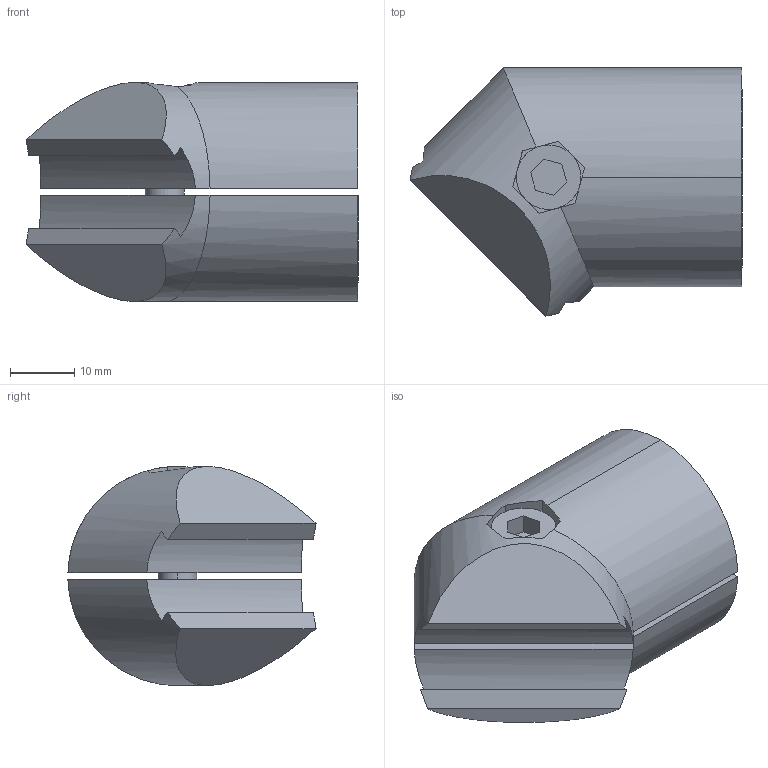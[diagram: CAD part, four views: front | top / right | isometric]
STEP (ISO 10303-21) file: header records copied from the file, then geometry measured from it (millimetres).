
FILE_DESCRIPTION (( 'STEP AP214' ), '1' );
FILE_NAME ('6951065', '2019-02-04T08:17:06', ( '' ), ('JUGARD+KÜNSTNER GmbH'), 'SwSTEP 2.0', 'SolidWorks 2017', '' );
FILE_SCHEMA (( 'AUTOMOTIVE_DESIGN' ));
Length unit declared in the file: millimetre
Products named in the file (1): 6951065_CNAJF00
Bounding box: 51.52 x 38.52 x 34 mm (x, y, z)
Volume: 23343.4 mm3; surface area: 10243 mm2
Topology: 1 solids, 1 shells, 47 faces, 120 edges, 78 vertices
Faces by surface type: plane 32, cylinder 15
Entity records: 1461 total; most frequent: CARTESIAN_POINT 343, ORIENTED_EDGE 240, DIRECTION 211, EDGE_CURVE 120, VERTEX_POINT 78, AXIS2_PLACEMENT_3D 74, LINE 63, VECTOR 63
